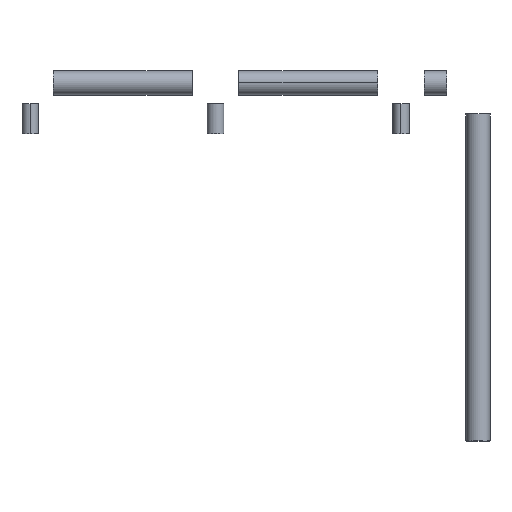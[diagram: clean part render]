
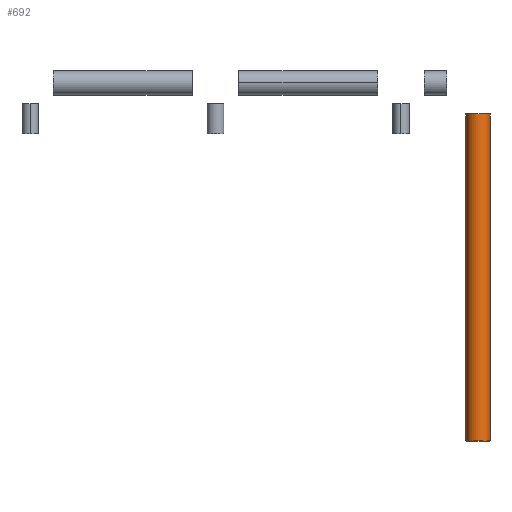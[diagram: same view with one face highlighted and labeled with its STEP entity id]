
A CAD part, top view. The second image highlights one B-rep face of the part: STEP entity #692.
In plain terms, the highlighted cylindrical face has radius 44.45 mm (diameter 88.9 mm), a partial arc.
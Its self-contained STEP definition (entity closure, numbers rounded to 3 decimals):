
#70 = CIRCLE ( 'NONE', #318, 44.45 ) ;
#85 = VERTEX_POINT ( 'NONE', #307 ) ;
#111 = CARTESIAN_POINT ( 'NONE',  ( 925.55, -1323., 0. ) ) ;
#128 = VECTOR ( 'NONE', #514, 1000. ) ;
#144 = LINE ( 'NONE', #446, #128 ) ;
#225 = VERTEX_POINT ( 'NONE', #726 ) ;
#245 = DIRECTION ( 'NONE',  ( 0., -1., 0. ) ) ;
#252 = EDGE_CURVE ( 'NONE', #503, #225, #144, .T. ) ;
#258 = ORIENTED_EDGE ( 'NONE', *, *, #860, .T. ) ;
#297 = FACE_OUTER_BOUND ( 'NONE', #687, .T. ) ;
#307 = CARTESIAN_POINT ( 'NONE',  ( 1014.45, -1323., 0. ) ) ;
#318 = AXIS2_PLACEMENT_3D ( 'NONE', #1010, #245, #1029 ) ;
#375 = ORIENTED_EDGE ( 'NONE', *, *, #642, .F. ) ;
#423 = CARTESIAN_POINT ( 'NONE',  ( 970., -114.5, 0. ) ) ;
#428 = CARTESIAN_POINT ( 'NONE',  ( 1014.45, -114.5, 0. ) ) ;
#446 = CARTESIAN_POINT ( 'NONE',  ( 925.55, -1323., 0. ) ) ;
#490 = CARTESIAN_POINT ( 'NONE',  ( 970., -1323., 0. ) ) ;
#503 = VERTEX_POINT ( 'NONE', #111 ) ;
#514 = DIRECTION ( 'NONE',  ( 0., 1., 0. ) ) ;
#518 = DIRECTION ( 'NONE',  ( 0., -1., 0. ) ) ;
#590 = DIRECTION ( 'NONE',  ( 1., 0., 0. ) ) ;
#598 = LINE ( 'NONE', #790, #694 ) ;
#613 = AXIS2_PLACEMENT_3D ( 'NONE', #423, #518, #590 ) ;
#628 = AXIS2_PLACEMENT_3D ( 'NONE', #490, #664, #651 ) ;
#642 = EDGE_CURVE ( 'NONE', #85, #503, #70, .T. ) ;
#651 = DIRECTION ( 'NONE',  ( -1., 0., 0. ) ) ;
#664 = DIRECTION ( 'NONE',  ( 0., 1., 0. ) ) ;
#687 = EDGE_LOOP ( 'NONE', ( #375, #258, #780, #742 ) ) ;
#692 = ADVANCED_FACE ( 'NONE', ( #297 ), #774, .T. ) ;
#694 = VECTOR ( 'NONE', #982, 1000. ) ;
#726 = CARTESIAN_POINT ( 'NONE',  ( 925.55, -114.5, 0. ) ) ;
#742 = ORIENTED_EDGE ( 'NONE', *, *, #252, .F. ) ;
#774 = CYLINDRICAL_SURFACE ( 'NONE', #628, 44.45 ) ;
#780 = ORIENTED_EDGE ( 'NONE', *, *, #831, .T. ) ;
#790 = CARTESIAN_POINT ( 'NONE',  ( 1014.45, -1323., 0. ) ) ;
#831 = EDGE_CURVE ( 'NONE', #951, #225, #1195, .T. ) ;
#860 = EDGE_CURVE ( 'NONE', #85, #951, #598, .T. ) ;
#951 = VERTEX_POINT ( 'NONE', #428 ) ;
#982 = DIRECTION ( 'NONE',  ( 0., 1., 0. ) ) ;
#1010 = CARTESIAN_POINT ( 'NONE',  ( 970., -1323., 0. ) ) ;
#1029 = DIRECTION ( 'NONE',  ( 1., 0., 0. ) ) ;
#1195 = CIRCLE ( 'NONE', #613, 44.45 ) ;
